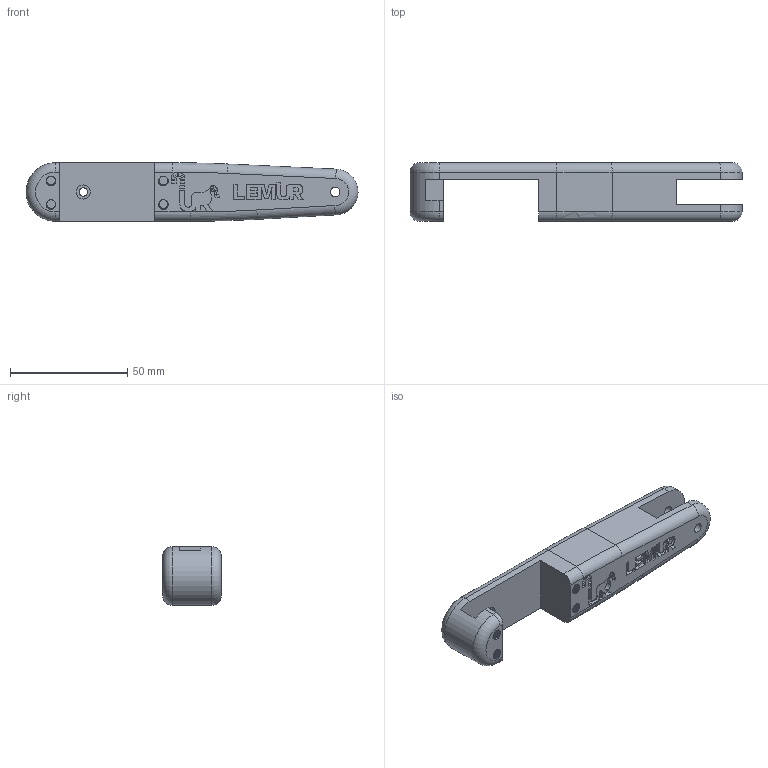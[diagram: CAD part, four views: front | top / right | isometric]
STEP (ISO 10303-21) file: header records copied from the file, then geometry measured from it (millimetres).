
FILE_DESCRIPTION(/* description */ (''),/* implementation_level */ '2;1');
FILE_NAME(/* name */ 'FA_SupLink.step',/* time_stamp */ '2025-05-21T10:45:58-04:00',/* author */ (''),/* organization */ (''),/* preprocessor_version */ 'ST-DEVELOPER v20.1',/* originating_system */ 'Autodesk Translation Framework v14.10.0.0',/* authorisation */ '');
FILE_SCHEMA (('AUTOMOTIVE_DESIGN { 1 0 10303 214 3 1 1 }'));
Length unit declared in the file: millimetre
Products named in the file (1): Link Superior
Bounding box: 141.77 x 25 x 25 mm (x, y, z)
Volume: 52811 mm3; surface area: 14831.6 mm2
Topology: 1 solids, 1 shells, 422 faces, 1183 edges, 783 vertices
Faces by surface type: bspline 171, cylinder 143, plane 100, torus 8
Full cylindrical faces by diameter (mm): 1.246 x1, 3.5 x1, 3.783 x12, 4 x2, 4.613 x8, 6 x1, 8 x1
Entity records: 19118 total; most frequent: CARTESIAN_POINT 9492, ORIENTED_EDGE 2366, DIRECTION 1473, EDGE_CURVE 1183, VERTEX_POINT 783, LINE 521, VECTOR 521, AXIS2_PLACEMENT_3D 476
